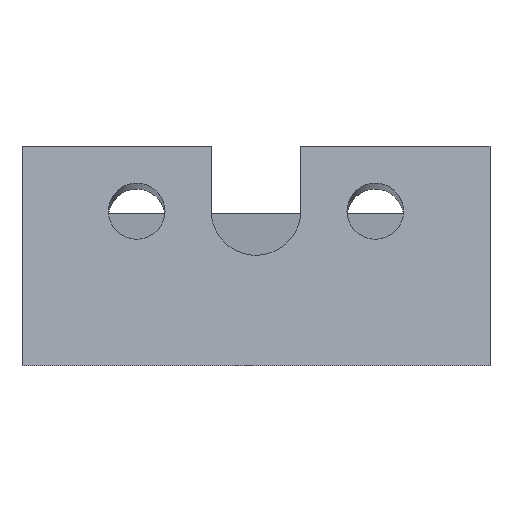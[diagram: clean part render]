
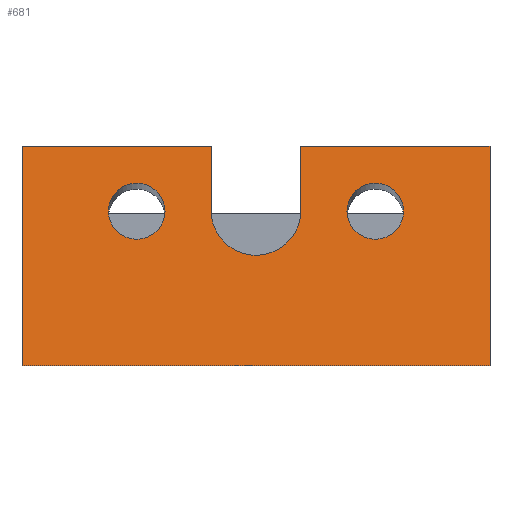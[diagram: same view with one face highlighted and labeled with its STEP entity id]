
A CAD part, front view. The second image highlights one B-rep face of the part: STEP entity #681.
In plain terms, the highlighted planar face has unit normal (0, -0.99, 0.14).
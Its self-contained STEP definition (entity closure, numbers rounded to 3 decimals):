
#47=FACE_BOUND('',#116,.T.);
#48=FACE_BOUND('',#117,.T.);
#50=ELLIPSE('',#695,3.,3.);
#57=CIRCLE('',#700,1.899);
#59=CIRCLE('',#703,1.899);
#83=FACE_OUTER_BOUND('',#115,.T.);
#115=EDGE_LOOP('',(#560,#561,#562,#563,#564,#565,#566,#567));
#116=EDGE_LOOP('',(#568));
#117=EDGE_LOOP('',(#569));
#128=LINE('',#909,#225);
#130=LINE('',#915,#227);
#175=LINE('',#1017,#272);
#179=LINE('',#1024,#276);
#189=LINE('',#1043,#286);
#190=LINE('',#1045,#287);
#191=LINE('',#1046,#288);
#225=VECTOR('',#734,4.377);
#227=VECTOR('',#738,4.377);
#272=VECTOR('',#825,12.7);
#276=VECTOR('',#829,12.7);
#286=VECTOR('',#849,14.853);
#287=VECTOR('',#850,31.4);
#288=VECTOR('',#851,14.853);
#320=VERTEX_POINT('',#903);
#322=VERTEX_POINT('',#907);
#323=VERTEX_POINT('',#911);
#325=VERTEX_POINT('',#914);
#342=VERTEX_POINT('',#958);
#344=VERTEX_POINT('',#963);
#361=VERTEX_POINT('',#1016);
#364=VERTEX_POINT('',#1022);
#368=VERTEX_POINT('',#1042);
#369=VERTEX_POINT('',#1044);
#375=EDGE_CURVE('',#320,#322,#128,.T.);
#377=EDGE_CURVE('',#325,#323,#130,.T.);
#386=EDGE_CURVE('',#322,#325,#50,.T.);
#399=EDGE_CURVE('',#342,#342,#57,.T.);
#401=EDGE_CURVE('',#344,#344,#59,.T.);
#428=EDGE_CURVE('',#320,#361,#175,.T.);
#432=EDGE_CURVE('',#364,#323,#179,.T.);
#442=EDGE_CURVE('',#368,#364,#189,.T.);
#443=EDGE_CURVE('',#368,#369,#190,.T.);
#444=EDGE_CURVE('',#361,#369,#191,.T.);
#560=ORIENTED_EDGE('',*,*,#377,.T.);
#561=ORIENTED_EDGE('',*,*,#432,.F.);
#562=ORIENTED_EDGE('',*,*,#442,.F.);
#563=ORIENTED_EDGE('',*,*,#443,.T.);
#564=ORIENTED_EDGE('',*,*,#444,.F.);
#565=ORIENTED_EDGE('',*,*,#428,.F.);
#566=ORIENTED_EDGE('',*,*,#375,.T.);
#567=ORIENTED_EDGE('',*,*,#386,.T.);
#568=ORIENTED_EDGE('',*,*,#399,.T.);
#569=ORIENTED_EDGE('',*,*,#401,.T.);
#624=PLANE('',#717);
#681=ADVANCED_FACE('',(#83,#47,#48),#624,.F.);
#695=AXIS2_PLACEMENT_3D('',#931,#752,#753);
#700=AXIS2_PLACEMENT_3D('',#959,#773,#774);
#703=AXIS2_PLACEMENT_3D('',#964,#779,#780);
#717=AXIS2_PLACEMENT_3D('',#1041,#847,#848);
#734=DIRECTION('',(0.,-0.14,-0.99));
#738=DIRECTION('',(0.,0.14,0.99));
#752=DIRECTION('center_axis',(0.,0.99,-0.14));
#753=DIRECTION('ref_axis',(0.,-0.14,-0.99));
#773=DIRECTION('center_axis',(0.,0.99,-0.14));
#774=DIRECTION('ref_axis',(1.,0.,0.));
#779=DIRECTION('center_axis',(0.,0.99,-0.14));
#780=DIRECTION('ref_axis',(1.,0.,0.));
#825=DIRECTION('',(1.,0.,0.));
#829=DIRECTION('',(1.,0.,0.));
#847=DIRECTION('center_axis',(0.,0.99,-0.14));
#848=DIRECTION('ref_axis',(0.,0.14,0.99));
#849=DIRECTION('',(0.,0.14,0.99));
#850=DIRECTION('',(1.,0.,0.));
#851=DIRECTION('',(0.,-0.14,-0.99));
#903=CARTESIAN_POINT('',(16.7,-8.073,14.707));
#907=CARTESIAN_POINT('',(16.7,-8.685,10.372));
#909=CARTESIAN_POINT('',(16.7,-9.419,5.173));
#911=CARTESIAN_POINT('',(10.7,-8.073,14.707));
#914=CARTESIAN_POINT('',(10.7,-8.685,10.372));
#915=CARTESIAN_POINT('',(10.7,-9.111,7.353));
#931=CARTESIAN_POINT('Origin',(13.7,-8.685,10.372));
#958=CARTESIAN_POINT('',(7.599,-8.687,10.359));
#959=CARTESIAN_POINT('Origin',(5.7,-8.687,10.359));
#963=CARTESIAN_POINT('',(23.599,-8.687,10.359));
#964=CARTESIAN_POINT('Origin',(21.7,-8.687,10.359));
#1016=CARTESIAN_POINT('',(29.4,-8.073,14.707));
#1017=CARTESIAN_POINT('',(13.7,-8.073,14.707));
#1022=CARTESIAN_POINT('',(-2.,-8.073,14.707));
#1024=CARTESIAN_POINT('',(13.7,-8.073,14.707));
#1041=CARTESIAN_POINT('Origin',(-2.,-10.15,0.));
#1042=CARTESIAN_POINT('',(-2.,-10.15,0.));
#1043=CARTESIAN_POINT('',(-2.,-10.111,0.277));
#1044=CARTESIAN_POINT('',(29.4,-10.15,0.));
#1045=CARTESIAN_POINT('',(-2.,-10.15,0.));
#1046=CARTESIAN_POINT('',(29.4,-10.15,0.));
